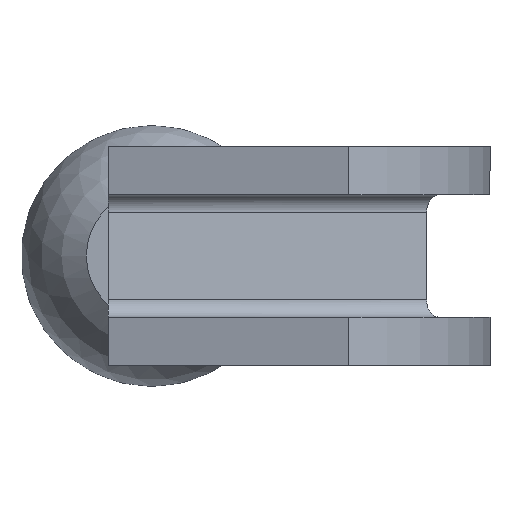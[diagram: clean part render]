
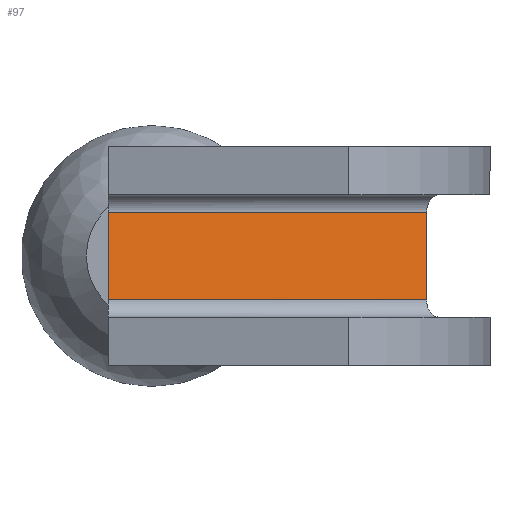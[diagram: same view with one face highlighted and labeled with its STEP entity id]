
A CAD part, left-side view. The second image highlights one B-rep face of the part: STEP entity #97.
In plain terms, the highlighted planar face has unit normal (-0.966, -0.259, 0).
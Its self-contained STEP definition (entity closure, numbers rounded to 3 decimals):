
#97 = ADVANCED_FACE( '', ( #201 ), #202, .T. );
#201 = FACE_OUTER_BOUND( '', #304, .T. );
#202 = PLANE( '', #305 );
#304 = EDGE_LOOP( '', ( #526, #527, #528, #529 ) );
#305 = AXIS2_PLACEMENT_3D( '', #530, #531, #532 );
#526 = ORIENTED_EDGE( '', *, *, #606, .T. );
#527 = ORIENTED_EDGE( '', *, *, #674, .T. );
#528 = ORIENTED_EDGE( '', *, *, #615, .T. );
#529 = ORIENTED_EDGE( '', *, *, #624, .F. );
#530 = CARTESIAN_POINT( '', ( -23.782, 144.778, 5. ) );
#531 = DIRECTION( '', ( -0.966, -0.259, 0. ) );
#532 = DIRECTION( '', ( 0.259, -0.966, 0. ) );
#606 = EDGE_CURVE( '', #722, #720, #723, .T. );
#615 = EDGE_CURVE( '', #739, #737, #740, .F. );
#624 = EDGE_CURVE( '', #722, #737, #755, .T. );
#674 = EDGE_CURVE( '', #720, #739, #826, .T. );
#720 = VERTEX_POINT( '', #885 );
#722 = VERTEX_POINT( '', #887 );
#723 = LINE( '', #888, #889 );
#737 = VERTEX_POINT( '', #907 );
#739 = VERTEX_POINT( '', #924 );
#740 = LINE( '', #925, #926 );
#755 = LINE( '', #957, #958 );
#826 = LINE( '', #1047, #1048 );
#885 = CARTESIAN_POINT( '', ( 11.394, 13.5, -5. ) );
#887 = CARTESIAN_POINT( '', ( 11.394, 13.5, 5. ) );
#888 = CARTESIAN_POINT( '', ( 11.394, 13.5, 12.5 ) );
#889 = VECTOR( '', #1093, 1000. );
#907 = CARTESIAN_POINT( '', ( 21.156, -22.932, 5. ) );
#924 = CARTESIAN_POINT( '', ( 21.156, -22.932, -5. ) );
#925 = CARTESIAN_POINT( '', ( 21.156, -22.932, 12.5 ) );
#926 = VECTOR( '', #1104, 1000. );
#957 = CARTESIAN_POINT( '', ( -23.782, 144.778, 5. ) );
#958 = VECTOR( '', #1117, 1000. );
#1047 = CARTESIAN_POINT( '', ( -23.782, 144.778, -5. ) );
#1048 = VECTOR( '', #1187, 1000. );
#1093 = DIRECTION( '', ( 0., 0., -1. ) );
#1104 = DIRECTION( '', ( 0., 0., -1. ) );
#1117 = DIRECTION( '', ( 0.259, -0.966, 0. ) );
#1187 = DIRECTION( '', ( 0.259, -0.966, 0. ) );
